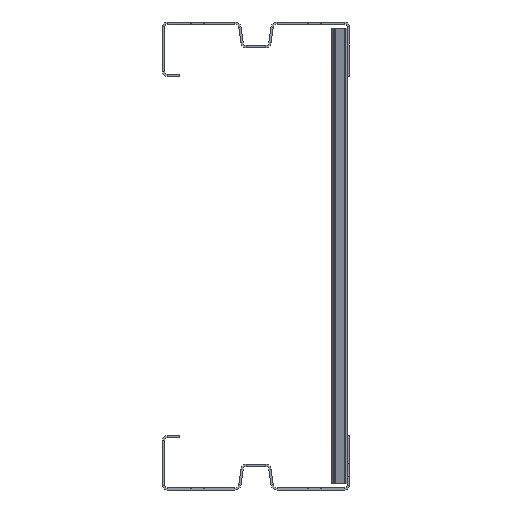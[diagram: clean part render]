
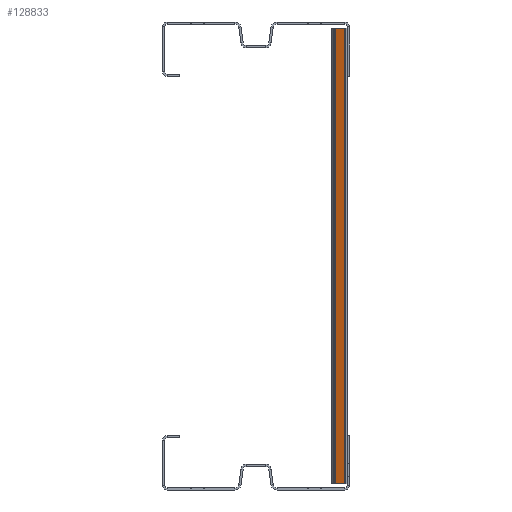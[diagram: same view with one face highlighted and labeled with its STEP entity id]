
A CAD part, left-side view. The second image highlights one B-rep face of the part: STEP entity #128833.
In plain terms, the highlighted planar face has unit normal (-0.94, 0.342, 0).
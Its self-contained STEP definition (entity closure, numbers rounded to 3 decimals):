
#86896=DIRECTION('',(0.,0.,1.));
#86897=VECTOR('',#86896,292.);
#86898=CARTESIAN_POINT('',(-1410.464,1.858,-146.));
#86899=LINE('',#86898,#86897);
#86904=DIRECTION('',(0.,0.,1.));
#86905=VECTOR('',#86904,292.);
#86906=CARTESIAN_POINT('',(-1408.027,8.552,-146.));
#86907=LINE('',#86906,#86905);
#90044=DIRECTION('',(-0.342,-0.94,0.));
#90045=VECTOR('',#90044,7.124);
#90046=CARTESIAN_POINT('',(-1408.027,8.552,-146.));
#90047=LINE('',#90046,#90045);
#90082=DIRECTION('',(-0.342,-0.94,0.));
#90083=VECTOR('',#90082,7.124);
#90084=CARTESIAN_POINT('',(-1408.027,8.552,146.));
#90085=LINE('',#90084,#90083);
#102768=CARTESIAN_POINT('',(-1408.027,8.552,-146.));
#102769=VERTEX_POINT('',#102768);
#102770=CARTESIAN_POINT('',(-1410.464,1.858,-146.));
#102771=VERTEX_POINT('',#102770);
#108904=CARTESIAN_POINT('',(-1408.027,8.552,146.));
#108905=VERTEX_POINT('',#108904);
#108906=CARTESIAN_POINT('',(-1410.464,1.858,146.));
#108907=VERTEX_POINT('',#108906);
#128819=CARTESIAN_POINT('',(-1408.027,8.552,-305.));
#128820=DIRECTION('',(-0.94,0.342,0.));
#128821=DIRECTION('',(-0.342,-0.94,0.));
#128822=AXIS2_PLACEMENT_3D('',#128819,#128820,#128821);
#128823=PLANE('',#128822);
#128825=ORIENTED_EDGE('',*,*,#128824,.T.);
#128827=ORIENTED_EDGE('',*,*,#128826,.T.);
#128828=ORIENTED_EDGE('',*,*,#128809,.F.);
#128830=ORIENTED_EDGE('',*,*,#128829,.F.);
#128831=EDGE_LOOP('',(#128825,#128827,#128828,#128830));
#128832=FACE_OUTER_BOUND('',#128831,.F.);
#128833=ADVANCED_FACE('',(#128832),#128823,.T.);
#128809=EDGE_CURVE('',#102771,#108907,#86899,.T.);
#128824=EDGE_CURVE('',#102769,#108905,#86907,.T.);
#128826=EDGE_CURVE('',#108905,#108907,#90085,.T.);
#128829=EDGE_CURVE('',#102769,#102771,#90047,.T.);
